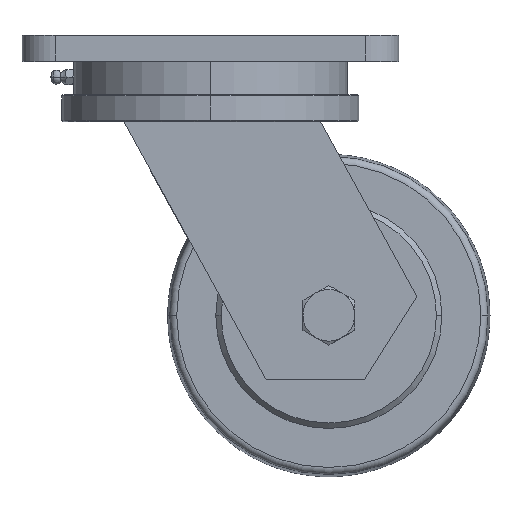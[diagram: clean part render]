
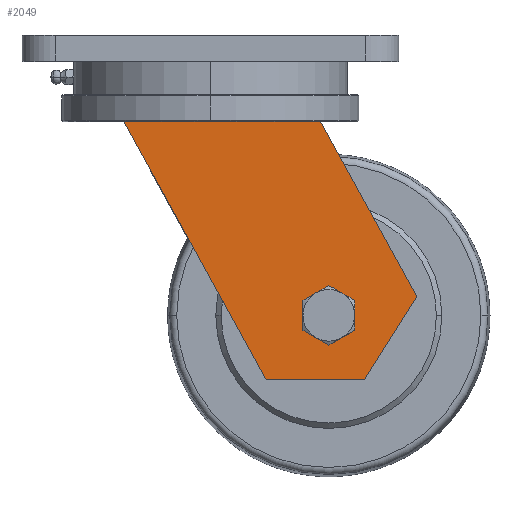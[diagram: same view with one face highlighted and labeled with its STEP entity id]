
A CAD part, top view. The second image highlights one B-rep face of the part: STEP entity #2049.
In plain terms, the highlighted planar face has unit normal (0, 0, 1).
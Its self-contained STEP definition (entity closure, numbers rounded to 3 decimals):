
#22 = CIRCLE ( 'NONE', #41, 12. ) ;
#41 = AXIS2_PLACEMENT_3D ( 'NONE', #1036, #1037, #1038 ) ;
#50 = AXIS2_PLACEMENT_3D ( 'NONE', #1039, #1040, #1041 ) ;
#65 = CIRCLE ( 'NONE', #50, 12. ) ;
#66 = VECTOR ( 'NONE', #1029, 1000. ) ;
#67 = VECTOR ( 'NONE', #1035, 1000. ) ;
#68 = VECTOR ( 'NONE', #1033, 1000. ) ;
#77 = VECTOR ( 'NONE', #1025, 1000. ) ;
#251 = ORIENTED_EDGE ( 'NONE', *, *, #1966, .T. ) ;
#253 = EDGE_LOOP ( 'NONE', ( #251, #382 ) ) ;
#382 = ORIENTED_EDGE ( 'NONE', *, *, #1965, .T. ) ;
#385 = ORIENTED_EDGE ( 'NONE', *, *, #1964, .T. ) ;
#437 = ORIENTED_EDGE ( 'NONE', *, *, #4031, .T. ) ;
#455 = ORIENTED_EDGE ( 'NONE', *, *, #1959, .T. ) ;
#537 = ORIENTED_EDGE ( 'NONE', *, *, #1963, .T. ) ;
#584 = ORIENTED_EDGE ( 'NONE', *, *, #1961, .T. ) ;
#632 = EDGE_LOOP ( 'NONE', ( #455, #584, #537, #385, #437 ) ) ;
#1024 = CARTESIAN_POINT ( 'NONE',  ( 25.858, -117.5, 43. ) ) ;
#1025 = DIRECTION ( 'NONE',  ( 0.482, -0.876, 0. ) ) ;
#1028 = CARTESIAN_POINT ( 'NONE',  ( 71.525, -117.5, 43. ) ) ;
#1029 = DIRECTION ( 'NONE',  ( 1., 0., 0. ) ) ;
#1032 = CARTESIAN_POINT ( 'NONE',  ( 95.931, -78.902, 43. ) ) ;
#1033 = DIRECTION ( 'NONE',  ( 0.534, 0.845, 0. ) ) ;
#1034 = CARTESIAN_POINT ( 'NONE',  ( 51.093, 2.5, 43. ) ) ;
#1035 = DIRECTION ( 'NONE',  ( -0.482, 0.876, 0. ) ) ;
#1036 = CARTESIAN_POINT ( 'NONE',  ( 55., -87.5, 43. ) ) ;
#1037 = DIRECTION ( 'NONE',  ( 0., 0., -1. ) ) ;
#1038 = DIRECTION ( 'NONE',  ( -1., 0., 0. ) ) ;
#1039 = CARTESIAN_POINT ( 'NONE',  ( 55., -87.5, 43. ) ) ;
#1040 = DIRECTION ( 'NONE',  ( 0., 0., -1. ) ) ;
#1041 = DIRECTION ( 'NONE',  ( -1., 0., 0. ) ) ;
#1363 = PLANE ( 'NONE',  #5231 ) ;
#1364 = CARTESIAN_POINT ( 'NONE',  ( -40.24, 2.5, 43. ) ) ;
#1365 = DIRECTION ( 'NONE',  ( 0., 0., -1. ) ) ;
#1366 = DIRECTION ( 'NONE',  ( -0.482, 0.876, 0. ) ) ;
#1959 = EDGE_CURVE ( 'NONE', #3482, #4233, #4342, .T. ) ;
#1961 = EDGE_CURVE ( 'NONE', #4233, #4234, #4344, .T. ) ;
#1963 = EDGE_CURVE ( 'NONE', #4234, #4235, #4346, .T. ) ;
#1964 = EDGE_CURVE ( 'NONE', #4235, #3481, #4347, .T. ) ;
#1965 = EDGE_CURVE ( 'NONE', #4237, #4236, #22, .T. ) ;
#1966 = EDGE_CURVE ( 'NONE', #4236, #4237, #65, .T. ) ;
#2049 = ADVANCED_FACE ( 'NONE', ( #4403, #4404 ), #1363, .F. ) ;
#3481 = VERTEX_POINT ( 'NONE', #6759 ) ;
#3482 = VERTEX_POINT ( 'NONE', #6760 ) ;
#4031 = EDGE_CURVE ( 'NONE', #3481, #3482, #5080, .T. ) ;
#4233 = VERTEX_POINT ( 'NONE', #9360 ) ;
#4234 = VERTEX_POINT ( 'NONE', #9361 ) ;
#4235 = VERTEX_POINT ( 'NONE', #9362 ) ;
#4236 = VERTEX_POINT ( 'NONE', #9363 ) ;
#4237 = VERTEX_POINT ( 'NONE', #9364 ) ;
#4342 = LINE ( 'NONE', #1024, #77 ) ;
#4344 = LINE ( 'NONE', #1028, #66 ) ;
#4346 = LINE ( 'NONE', #1032, #68 ) ;
#4347 = LINE ( 'NONE', #1034, #67 ) ;
#4403 = FACE_BOUND ( 'NONE', #253, .T. ) ;
#4404 = FACE_OUTER_BOUND ( 'NONE', #632, .T. ) ;
#5080 = LINE ( 'NONE', #9064, #8598 ) ;
#5231 = AXIS2_PLACEMENT_3D ( 'NONE', #1364, #1365, #1366 ) ;
#6759 = CARTESIAN_POINT ( 'NONE',  ( 51.093, 2.5, 43. ) ) ;
#6760 = CARTESIAN_POINT ( 'NONE',  ( -40.24, 2.5, 43. ) ) ;
#8598 = VECTOR ( 'NONE', #9065, 1000. ) ;
#9064 = CARTESIAN_POINT ( 'NONE',  ( -40.24, 2.5, 43. ) ) ;
#9065 = DIRECTION ( 'NONE',  ( -1., 0., 0. ) ) ;
#9360 = CARTESIAN_POINT ( 'NONE',  ( 25.858, -117.5, 43. ) ) ;
#9361 = CARTESIAN_POINT ( 'NONE',  ( 71.525, -117.5, 43. ) ) ;
#9362 = CARTESIAN_POINT ( 'NONE',  ( 95.931, -78.902, 43. ) ) ;
#9363 = CARTESIAN_POINT ( 'NONE',  ( 43., -87.5, 43. ) ) ;
#9364 = CARTESIAN_POINT ( 'NONE',  ( 67., -87.5, 43. ) ) ;
